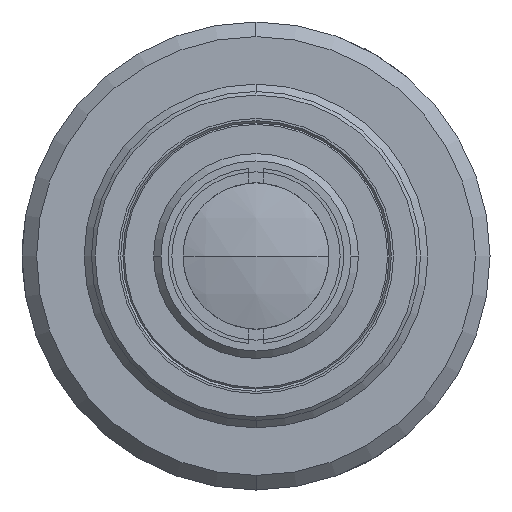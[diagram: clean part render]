
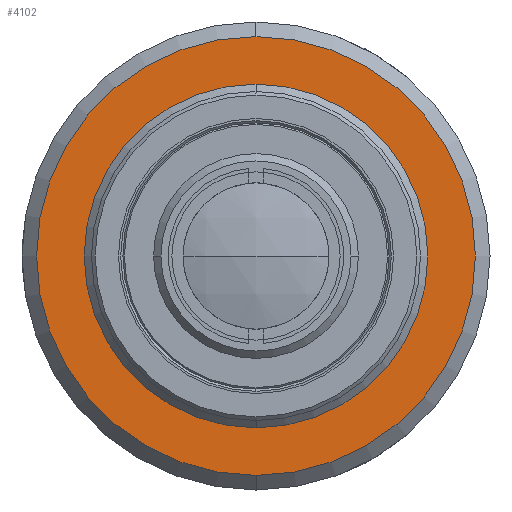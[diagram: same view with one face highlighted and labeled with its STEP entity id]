
A CAD part, left-side view. The second image highlights one B-rep face of the part: STEP entity #4102.
In plain terms, the highlighted planar face has unit normal (-1, 0, 0).
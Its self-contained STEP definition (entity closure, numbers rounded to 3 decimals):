
#104 = CARTESIAN_POINT ( 'NONE',  ( 24.19, 0., 0. ) ) ;
#111 = DIRECTION ( 'NONE',  ( 1., 0., 0. ) ) ;
#162 = ORIENTED_EDGE ( 'NONE', *, *, #330, .T. ) ;
#202 = CARTESIAN_POINT ( 'NONE',  ( 24.19, 0., -23.5 ) ) ;
#228 = CARTESIAN_POINT ( 'NONE',  ( 24.19, 0., 0. ) ) ;
#296 = DIRECTION ( 'NONE',  ( 0., 0., -1. ) ) ;
#330 = EDGE_CURVE ( 'NONE', #3554, #2374, #1948, .T. ) ;
#351 = ORIENTED_EDGE ( 'NONE', *, *, #3329, .T. ) ;
#813 = DIRECTION ( 'NONE',  ( -1., 0., 0. ) ) ;
#861 = FACE_OUTER_BOUND ( 'NONE', #1571, .T. ) ;
#914 = CIRCLE ( 'NONE', #3190, 23.5 ) ;
#1045 = EDGE_CURVE ( 'NONE', #1586, #2368, #2036, .T. ) ;
#1340 = ORIENTED_EDGE ( 'NONE', *, *, #3470, .T. ) ;
#1489 = CARTESIAN_POINT ( 'NONE',  ( 24.19, 0., -30. ) ) ;
#1571 = EDGE_LOOP ( 'NONE', ( #162, #1340 ) ) ;
#1586 = VERTEX_POINT ( 'NONE', #202 ) ;
#1699 = CARTESIAN_POINT ( 'NONE',  ( 24.19, 32., 0. ) ) ;
#1773 = DIRECTION ( 'NONE',  ( 1., 0., 0. ) ) ;
#1893 = CIRCLE ( 'NONE', #4952, 30. ) ;
#1948 = CIRCLE ( 'NONE', #2926, 30. ) ;
#2036 = CIRCLE ( 'NONE', #3251, 23.5 ) ;
#2347 = FACE_BOUND ( 'NONE', #3374, .T. ) ;
#2368 = VERTEX_POINT ( 'NONE', #4044 ) ;
#2370 = DIRECTION ( 'NONE',  ( 1., 0., 0. ) ) ;
#2374 = VERTEX_POINT ( 'NONE', #4777 ) ;
#2423 = DIRECTION ( 'NONE',  ( 0., 0., -1. ) ) ;
#2434 = AXIS2_PLACEMENT_3D ( 'NONE', #1699, #111, #2423 ) ;
#2903 = DIRECTION ( 'NONE',  ( 0., 0., -1. ) ) ;
#2926 = AXIS2_PLACEMENT_3D ( 'NONE', #4640, #813, #4618 ) ;
#3133 = ORIENTED_EDGE ( 'NONE', *, *, #1045, .T. ) ;
#3190 = AXIS2_PLACEMENT_3D ( 'NONE', #104, #2370, #3855 ) ;
#3251 = AXIS2_PLACEMENT_3D ( 'NONE', #228, #1773, #2903 ) ;
#3329 = EDGE_CURVE ( 'NONE', #2368, #1586, #914, .T. ) ;
#3374 = EDGE_LOOP ( 'NONE', ( #3133, #351 ) ) ;
#3470 = EDGE_CURVE ( 'NONE', #2374, #3554, #1893, .T. ) ;
#3554 = VERTEX_POINT ( 'NONE', #1489 ) ;
#3571 = PLANE ( 'NONE',  #2434 ) ;
#3777 = CARTESIAN_POINT ( 'NONE',  ( 24.19, 0., 0. ) ) ;
#3855 = DIRECTION ( 'NONE',  ( 0., 0., -1. ) ) ;
#4044 = CARTESIAN_POINT ( 'NONE',  ( 24.19, 0., 23.5 ) ) ;
#4102 = ADVANCED_FACE ( 'NONE', ( #861, #2347 ), #3571, .F. ) ;
#4129 = DIRECTION ( 'NONE',  ( -1., 0., 0. ) ) ;
#4618 = DIRECTION ( 'NONE',  ( 0., 0., -1. ) ) ;
#4640 = CARTESIAN_POINT ( 'NONE',  ( 24.19, 0., 0. ) ) ;
#4777 = CARTESIAN_POINT ( 'NONE',  ( 24.19, 0., 30. ) ) ;
#4952 = AXIS2_PLACEMENT_3D ( 'NONE', #3777, #4129, #296 ) ;
